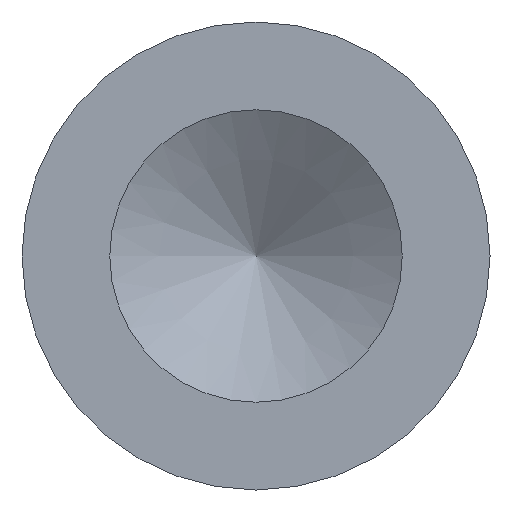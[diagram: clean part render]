
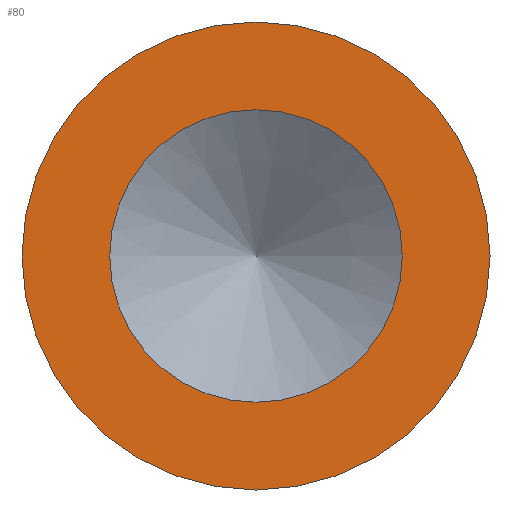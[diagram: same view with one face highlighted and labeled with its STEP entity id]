
A CAD part, front view. The second image highlights one B-rep face of the part: STEP entity #80.
In plain terms, the highlighted planar face has unit normal (0, -1, 0).
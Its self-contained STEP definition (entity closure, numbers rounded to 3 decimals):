
#15=PLANE('',#93);
#19=FACE_BOUND('',#39,.T.);
#29=FACE_OUTER_BOUND('',#38,.T.);
#38=EDGE_LOOP('',(#68));
#39=EDGE_LOOP('',(#69));
#47=CIRCLE('',#92,1.25);
#48=CIRCLE('',#94,2.);
#53=VERTEX_POINT('',#137);
#54=VERTEX_POINT('',#140);
#59=EDGE_CURVE('',#53,#53,#47,.T.);
#60=EDGE_CURVE('',#54,#54,#48,.T.);
#68=ORIENTED_EDGE('',*,*,#60,.T.);
#69=ORIENTED_EDGE('',*,*,#59,.T.);
#80=ADVANCED_FACE('',(#29,#19),#15,.F.);
#92=AXIS2_PLACEMENT_3D('',#138,#114,#115);
#93=AXIS2_PLACEMENT_3D('',#139,#116,#117);
#94=AXIS2_PLACEMENT_3D('',#141,#118,#119);
#114=DIRECTION('center_axis',(0.,1.,0.));
#115=DIRECTION('ref_axis',(1.,0.,0.));
#116=DIRECTION('center_axis',(0.,1.,0.));
#117=DIRECTION('ref_axis',(0.,0.,1.));
#118=DIRECTION('center_axis',(0.,-1.,0.));
#119=DIRECTION('ref_axis',(1.,0.,0.));
#137=CARTESIAN_POINT('',(1.25,-10.,0.));
#138=CARTESIAN_POINT('Origin',(0.,-10.,0.));
#139=CARTESIAN_POINT('Origin',(0.,-10.,0.));
#140=CARTESIAN_POINT('',(-2.,-10.,0.));
#141=CARTESIAN_POINT('Origin',(0.,-10.,0.));
